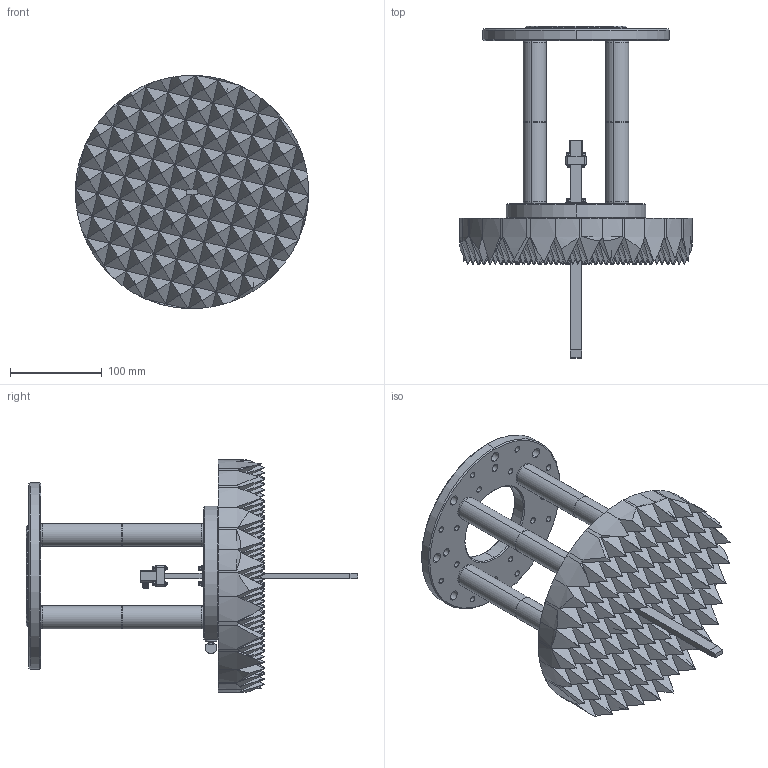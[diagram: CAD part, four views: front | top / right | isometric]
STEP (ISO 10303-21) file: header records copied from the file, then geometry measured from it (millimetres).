
FILE_DESCRIPTION (( 'STEP AP214' ), '1' );
FILE_NAME ('TY-MAA-AP-KC-R, Defeatured.STEP', '2024-06-22T01:13:20', ( '' ), ( '' ), 'SwSTEP 2.0', 'SolidWorks 2021', '' );
FILE_SCHEMA (( 'AUTOMOTIVE_DESIGN' ));
Length unit declared in the file: inch
Products named in the file (1): TY-MAA-AP-KC-R, Defeatured
Bounding box: 253.91 x 361.75 x 253.91 mm (x, y, z)
Volume: 2494290.2 mm3; surface area: 549842.2 mm2
Topology: 114 solids, 122 shells, 1944 faces, 4283 edges, 2637 vertices
Faces by surface type: plane 808, cylinder 455, bspline 398, cone 283
Entity records: 97153 total; most frequent: CARTESIAN_POINT 30743, ORIENTED_EDGE 8558, DIRECTION 7361, EDGE_CURVE 4279, VERTEX_POINT 2637, AXIS2_PLACEMENT_3D 2494, LINE 2373, VECTOR 2373
